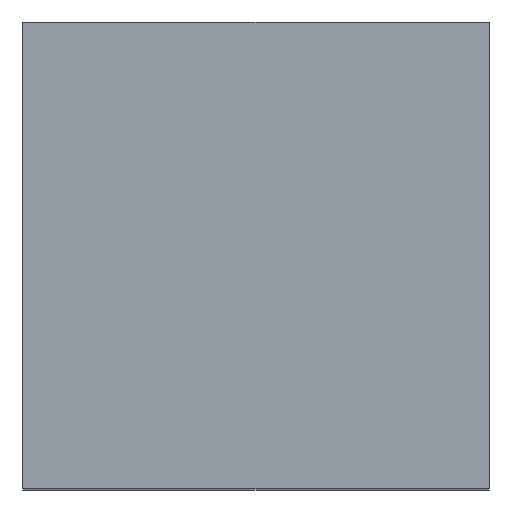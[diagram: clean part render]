
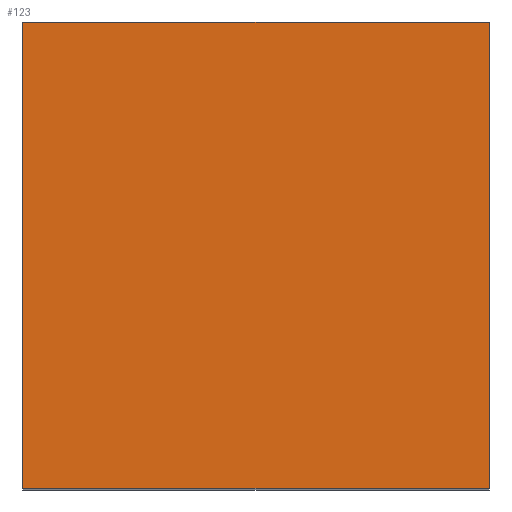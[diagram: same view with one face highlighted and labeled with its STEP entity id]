
A CAD part, top view. The second image highlights one B-rep face of the part: STEP entity #123.
In plain terms, the highlighted planar face has unit normal (0, 0, 1).
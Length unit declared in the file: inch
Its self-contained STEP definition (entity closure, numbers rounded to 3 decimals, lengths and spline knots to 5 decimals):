
#12=CARTESIAN_POINT('#12',(10.,10.,20.));
#13=VERTEX_POINT('#13',#12);
#18=CARTESIAN_POINT('#18',(10.,20.,20.));
#19=VERTEX_POINT('#19',#18);
#20=CARTESIAN_POINT('#20',(0.0,20.,20.));
#21=VERTEX_POINT('#21',#20);
#24=CARTESIAN_POINT('#24',(0.0,10.,20.));
#25=VERTEX_POINT('#25',#24);
#40=CARTESIAN_POINT('#40',(10.,10.,20.));
#41=DIRECTION('#41',(0.0,1.0,0.0));
#42=VECTOR('#42',#41,10.);
#43=LINE('#43',#40,#42);
#52=CARTESIAN_POINT('#52',(0.0,20.,20.));
#53=DIRECTION('#53',(1.0,0.0,0.0));
#54=VECTOR('#54',#53,10.);
#55=LINE('#55',#52,#54);
#56=CARTESIAN_POINT('#56',(0.0,10.,20.));
#57=DIRECTION('#57',(0.0,1.0,0.0));
#58=VECTOR('#58',#57,10.);
#59=LINE('#59',#56,#58);
#60=CARTESIAN_POINT('#60',(0.0,10.,20.));
#61=DIRECTION('#61',(1.0,0.0,0.0));
#62=VECTOR('#62',#61,10.);
#63=LINE('#63',#60,#62);
#79=EDGE_CURVE('#79',#13,#19,#43,.T.);
#82=EDGE_CURVE('#82',#21,#19,#55,.T.);
#83=EDGE_CURVE('#83',#25,#21,#59,.T.);
#84=EDGE_CURVE('#84',#25,#13,#63,.T.);
#112=ORIENTED_EDGE('#112',*,*,#83,.F.);
#113=ORIENTED_EDGE('#113',*,*,#84,.T.);
#114=ORIENTED_EDGE('#114',*,*,#79,.T.);
#115=ORIENTED_EDGE('#115',*,*,#82,.F.);
#116=EDGE_LOOP('#116',(#112,#113,#114,#115));
#117=FACE_OUTER_BOUND('#117',#116,.T.);
#118=CARTESIAN_POINT('#118',(0.0,20.,20.));
#119=DIRECTION('#119',(0.0,0.0,1.0));
#120=DIRECTION('#120',(-1.,0.0,0.0));
#121=AXIS2_PLACEMENT_3D('#121',#118,#119,#120);
#122=PLANE('#122',#121);
#123=ADVANCED_FACE('#123',(#117),#122,.T.);
